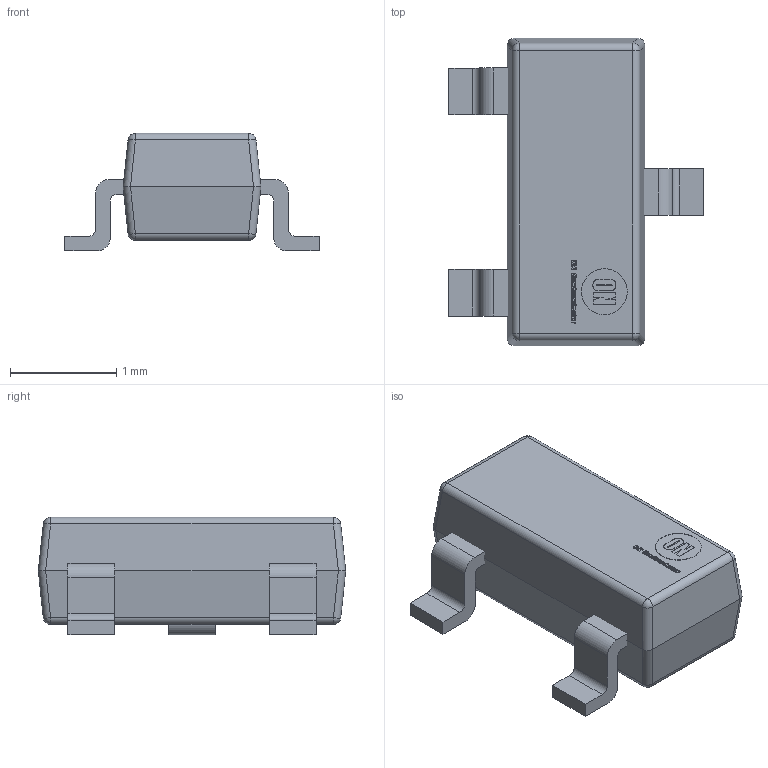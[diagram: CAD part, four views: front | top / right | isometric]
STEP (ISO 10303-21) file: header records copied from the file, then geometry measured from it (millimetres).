
FILE_DESCRIPTION(/* description */ (''),/* implementation_level */ '2;1');
FILE_NAME(/* name */ 'ON Semiconductor NVR5124PLT1G - SOT 23-3 SOT23-3.stp',/* time_stamp */ '2019-09-23T23:33:51-04:00',/* author */ ('Ricardo'),/* organization */ (''),/* preprocessor_version */ 'ST-DEVELOPER v18',/* originating_system */ 'Autodesk Inventor 2020',/* authorisation */ '');
FILE_SCHEMA (('AUTOMOTIVE_DESIGN { 1 0 10303 214 3 1 1 }'));
Length unit declared in the file: millimetre
Products named in the file (4): ON Semiconductor MMBD1203 - DIODE ARRAY GP 100V 200MA SOT23; body; pins; part number & logo
Assembly tree (3 placements, depth 2):
  ON Semiconductor MMBD1203 - DIODE ARRAY GP 100V 200MA SOT23
    body
    pins
    part number & logo
Bounding box: 2.4 x 2.9 x 1.11 mm (x, y, z)
Volume: 3.8 mm3; surface area: 20 mm2
Topology: 22 solids, 22 shells, 412 faces, 1072 edges, 704 vertices
Faces by surface type: bspline 197, plane 179, cylinder 28, sphere 8
Entity records: 13655 total; most frequent: CARTESIAN_POINT 4468, ORIENTED_EDGE 2144, DIRECTION 1358, EDGE_CURVE 1072, VERTEX_POINT 704, LINE 626, VECTOR 626, EDGE_LOOP 426
